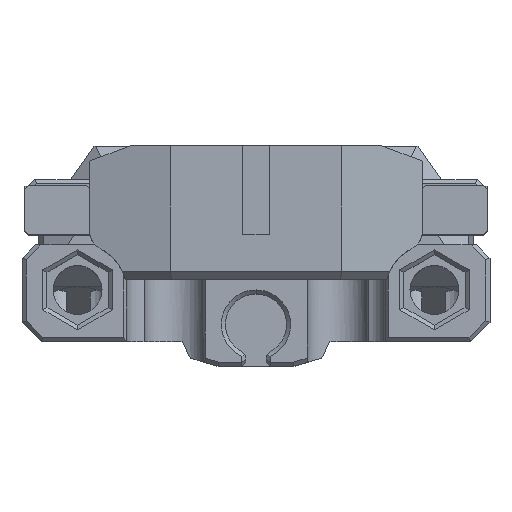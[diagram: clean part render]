
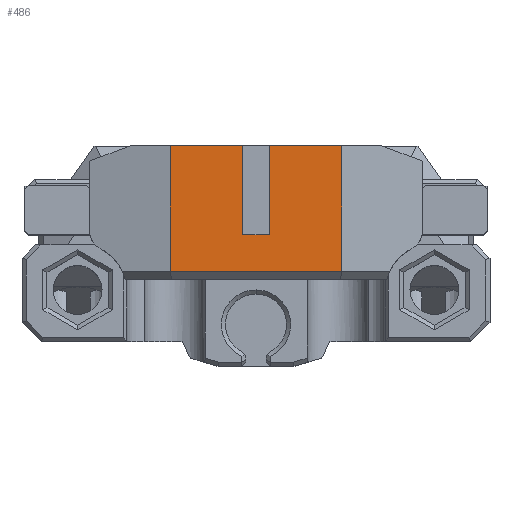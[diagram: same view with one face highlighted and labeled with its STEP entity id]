
A CAD part, top view. The second image highlights one B-rep face of the part: STEP entity #486.
In plain terms, the highlighted planar face has unit normal (0, 0, 1).
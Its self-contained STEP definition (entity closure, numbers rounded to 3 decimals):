
#116=CARTESIAN_POINT('',(-8.186,0.506,22.6));
#117=VERTEX_POINT('',#116);
#156=CARTESIAN_POINT('',(8.588,0.506,22.6));
#157=VERTEX_POINT('',#156);
#158=CARTESIAN_POINT('',(8.588,0.506,22.6));
#159=DIRECTION('',(-1.,-0.,-0.));
#160=VECTOR('',#159,16.774);
#161=LINE('',#158,#160);
#162=EDGE_CURVE('',#157,#117,#161,.T.);
#381=CARTESIAN_POINT('',(-8.186,12.824,22.6));
#382=VERTEX_POINT('',#381);
#383=CARTESIAN_POINT('',(-8.186,0.506,22.6));
#384=DIRECTION('',(-0.,1.,-0.));
#385=VECTOR('',#384,12.318);
#386=LINE('',#383,#385);
#387=EDGE_CURVE('',#117,#382,#386,.T.);
#431=CARTESIAN_POINT('',(0.188,9.656,22.6));
#432=DIRECTION('',(-0.,-0.,-1.));
#433=DIRECTION('',(-1.,-0.,0.));
#434=AXIS2_PLACEMENT_3D('',#431,#432,#433);
#435=PLANE('',#434);
#436=ORIENTED_EDGE('',*,*,#162,.F.);
#437=CARTESIAN_POINT('',(8.588,12.824,22.6));
#438=VERTEX_POINT('',#437);
#439=CARTESIAN_POINT('',(8.588,0.506,22.6));
#440=DIRECTION('',(-0.,1.,-0.));
#441=VECTOR('',#440,12.318);
#442=LINE('',#439,#441);
#443=EDGE_CURVE('',#157,#438,#442,.T.);
#444=ORIENTED_EDGE('',*,*,#443,.T.);
#445=CARTESIAN_POINT('',(1.501,12.824,22.6));
#446=VERTEX_POINT('',#445);
#447=CARTESIAN_POINT('',(1.501,12.824,22.6));
#448=DIRECTION('',(1.,0.,-0.));
#449=VECTOR('',#448,7.087);
#450=LINE('',#447,#449);
#451=EDGE_CURVE('',#446,#438,#450,.T.);
#452=ORIENTED_EDGE('',*,*,#451,.F.);
#453=CARTESIAN_POINT('',(1.501,4.106,22.6));
#454=VERTEX_POINT('',#453);
#455=CARTESIAN_POINT('',(1.501,12.824,22.6));
#456=DIRECTION('',(0.,-1.,0.));
#457=VECTOR('',#456,8.718);
#458=LINE('',#455,#457);
#459=EDGE_CURVE('',#446,#454,#458,.T.);
#460=ORIENTED_EDGE('',*,*,#459,.T.);
#461=CARTESIAN_POINT('',(-1.099,4.106,22.6));
#462=VERTEX_POINT('',#461);
#463=CARTESIAN_POINT('',(-1.099,4.106,22.6));
#464=DIRECTION('',(1.,0.,-0.));
#465=VECTOR('',#464,2.6);
#466=LINE('',#463,#465);
#467=EDGE_CURVE('',#462,#454,#466,.T.);
#468=ORIENTED_EDGE('',*,*,#467,.F.);
#469=CARTESIAN_POINT('',(-1.099,12.824,22.6));
#470=VERTEX_POINT('',#469);
#471=CARTESIAN_POINT('',(-1.099,12.824,22.6));
#472=DIRECTION('',(0.,-1.,-0.));
#473=VECTOR('',#472,8.718);
#474=LINE('',#471,#473);
#475=EDGE_CURVE('',#470,#462,#474,.T.);
#476=ORIENTED_EDGE('',*,*,#475,.F.);
#477=CARTESIAN_POINT('',(-1.099,12.824,22.6));
#478=DIRECTION('',(-1.,-0.,0.));
#479=VECTOR('',#478,7.087);
#480=LINE('',#477,#479);
#481=EDGE_CURVE('',#470,#382,#480,.T.);
#482=ORIENTED_EDGE('',*,*,#481,.T.);
#483=ORIENTED_EDGE('',*,*,#387,.F.);
#484=EDGE_LOOP('',(#436,#444,#452,#460,#468,#476,#482,#483));
#485=FACE_BOUND('',#484,.T.);
#486=ADVANCED_FACE('',(#485),#435,.F.);
